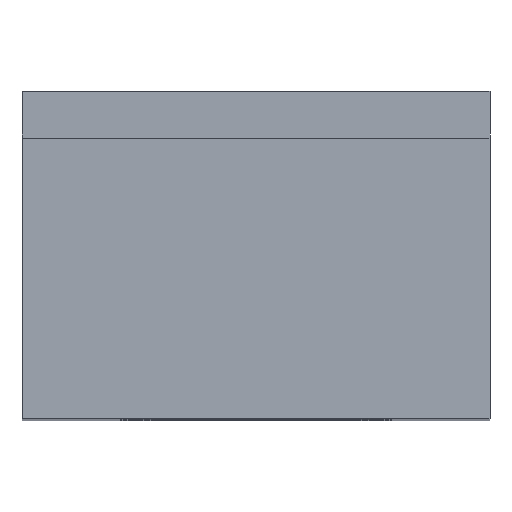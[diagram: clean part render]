
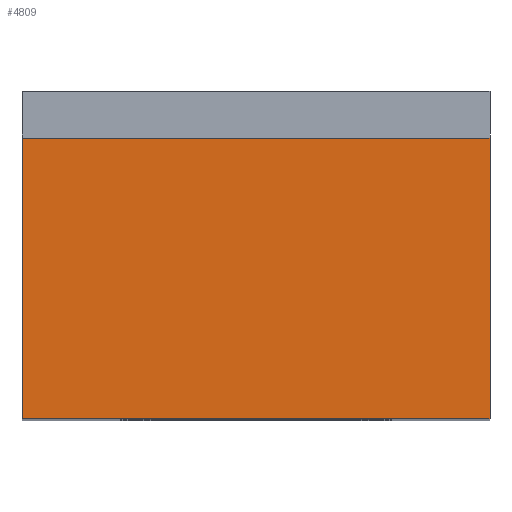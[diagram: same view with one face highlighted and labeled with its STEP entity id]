
A CAD part, top view. The second image highlights one B-rep face of the part: STEP entity #4809.
In plain terms, the highlighted planar face has unit normal (0, 0, 1).
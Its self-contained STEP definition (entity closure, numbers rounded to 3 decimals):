
#249 = DIRECTION ( 'NONE',  ( 0., -1., 0. ) ) ;
#401 = VERTEX_POINT ( 'NONE', #902 ) ;
#451 = LINE ( 'NONE', #2359, #3978 ) ;
#604 = ORIENTED_EDGE ( 'NONE', *, *, #5768, .T. ) ;
#655 = DIRECTION ( 'NONE',  ( 0., -1., 0. ) ) ;
#689 = CARTESIAN_POINT ( 'NONE',  ( -1., 1.2, 2.3 ) ) ;
#850 = LINE ( 'NONE', #5255, #2560 ) ;
#863 = VERTEX_POINT ( 'NONE', #1770 ) ;
#902 = CARTESIAN_POINT ( 'NONE',  ( -1., 0., 2.3 ) ) ;
#988 = EDGE_LOOP ( 'NONE', ( #2687, #1021, #3196, #604 ) ) ;
#1021 = ORIENTED_EDGE ( 'NONE', *, *, #5837, .F. ) ;
#1233 = LINE ( 'NONE', #1641, #5389 ) ;
#1296 = EDGE_CURVE ( 'NONE', #2235, #863, #850, .T. ) ;
#1641 = CARTESIAN_POINT ( 'NONE',  ( 1., 1.2, 2.3 ) ) ;
#1770 = CARTESIAN_POINT ( 'NONE',  ( 1., 1.2, 2.3 ) ) ;
#1898 = CARTESIAN_POINT ( 'NONE',  ( -1., 1.2, 2.3 ) ) ;
#2115 = DIRECTION ( 'NONE',  ( 0., 0., -1. ) ) ;
#2235 = VERTEX_POINT ( 'NONE', #1898 ) ;
#2359 = CARTESIAN_POINT ( 'NONE',  ( -1., 0., 2.3 ) ) ;
#2560 = VECTOR ( 'NONE', #3788, 1000. ) ;
#2563 = PLANE ( 'NONE',  #5661 ) ;
#2687 = ORIENTED_EDGE ( 'NONE', *, *, #3830, .T. ) ;
#3099 = CARTESIAN_POINT ( 'NONE',  ( -1., 1.2, 2.3 ) ) ;
#3196 = ORIENTED_EDGE ( 'NONE', *, *, #1296, .F. ) ;
#3486 = FACE_OUTER_BOUND ( 'NONE', #988, .T. ) ;
#3788 = DIRECTION ( 'NONE',  ( 1., 0., 0. ) ) ;
#3830 = EDGE_CURVE ( 'NONE', #401, #5830, #451, .T. ) ;
#3978 = VECTOR ( 'NONE', #4292, 1000. ) ;
#4124 = LINE ( 'NONE', #689, #4579 ) ;
#4292 = DIRECTION ( 'NONE',  ( 1., 0., 0. ) ) ;
#4498 = DIRECTION ( 'NONE',  ( -1., 0., 0. ) ) ;
#4579 = VECTOR ( 'NONE', #249, 1000. ) ;
#4611 = CARTESIAN_POINT ( 'NONE',  ( 1., 0., 2.3 ) ) ;
#4809 = ADVANCED_FACE ( 'NONE', ( #3486 ), #2563, .F. ) ;
#5255 = CARTESIAN_POINT ( 'NONE',  ( -1., 1.2, 2.3 ) ) ;
#5389 = VECTOR ( 'NONE', #655, 1000. ) ;
#5661 = AXIS2_PLACEMENT_3D ( 'NONE', #3099, #2115, #4498 ) ;
#5768 = EDGE_CURVE ( 'NONE', #2235, #401, #4124, .T. ) ;
#5830 = VERTEX_POINT ( 'NONE', #4611 ) ;
#5837 = EDGE_CURVE ( 'NONE', #863, #5830, #1233, .T. ) ;
